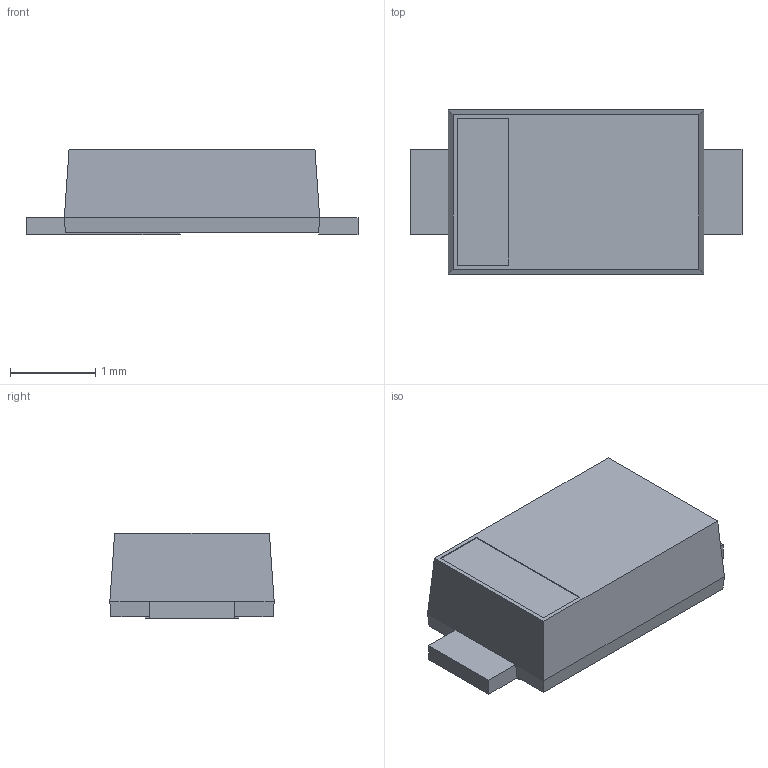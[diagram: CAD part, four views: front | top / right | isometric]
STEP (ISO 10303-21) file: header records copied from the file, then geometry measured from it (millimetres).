
FILE_DESCRIPTION(/* description */ ('model of D_PowerDI-123'),/* implementation_level */ '2;1');
FILE_NAME(/* name */ 'D_PowerDI-123.step',/* time_stamp */ '2017-05-08T20:36:40',/* author */ ('kicad StepUp','ksu'),/* organization */ ('FreeCAD'),/* preprocessor_version */ 'OCC',/* originating_system */ 'kicad StepUp',/* authorisation */ '');
FILE_SCHEMA(('AUTOMOTIVE_DESIGN_CC2 { 1 2 10303 214 -1 1 5 4 }'));
Length unit declared in the file: millimetre
Products named in the file (1): D_PowerDI_123
Bounding box: 3.9 x 1.93 x 1 mm (x, y, z)
Volume: 5.6 mm3; surface area: 22.8 mm2
Topology: 1 solids, 1 shells, 33 faces, 78 edges, 48 vertices
Faces by surface type: plane 23, bspline 10
Entity records: 649 total; most frequent: ORIENTED_EDGE 126, CARTESIAN_POINT 82, EDGE_CURVE 78, LINE 57, VERTEX_POINT 48, FACE_BOUND 34, EDGE_LOOP 34, ADVANCED_FACE 33
